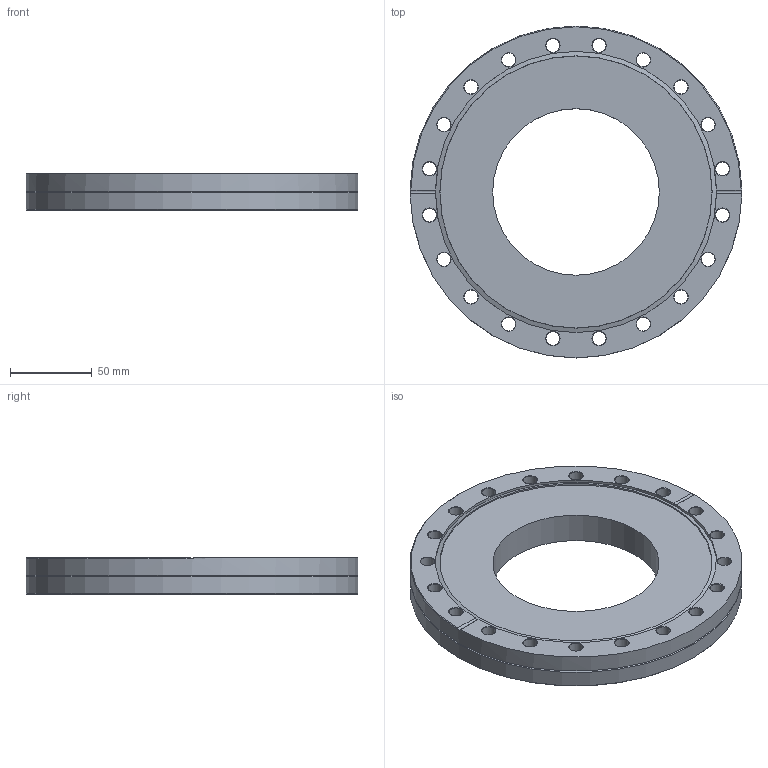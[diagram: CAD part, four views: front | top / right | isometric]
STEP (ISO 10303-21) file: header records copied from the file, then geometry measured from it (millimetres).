
FILE_DESCRIPTION (( 'STEP AP214' ), '1' );
FILE_NAME ('RP1CF160100 FULLVAC.STEP', '2019-10-24T12:21:24', ( '' ), ( '' ), 'SwSTEP 2.0', 'SolidWorks 2017', '' );
FILE_SCHEMA (( 'AUTOMOTIVE_DESIGN' ));
Length unit declared in the file: millimetre
Products named in the file (1): RP1CF160100 FULLVAC
Bounding box: 202.5 x 202.5 x 22 mm (x, y, z)
Volume: 469030.8 mm3; surface area: 85796.9 mm2
Topology: 1 solids, 1 shells, 112 faces, 288 edges, 179 vertices
Faces by surface type: cone 64, cylinder 43, plane 5
Full cylindrical faces by diameter (mm): 6.8 x16, 8.4 x20, 101.6 x1, 120.7 x1, 171.5 x1, 202.5 x2
Entity records: 2662 total; most frequent: DIRECTION 492, CARTESIAN_POINT 442, ORIENTED_EDGE 282, EDGE_LOOP 259, AXIS2_PLACEMENT_3D 244, FACE_OUTER_BOUND 153, EDGE_CURVE 141, VERTEX_POINT 136
